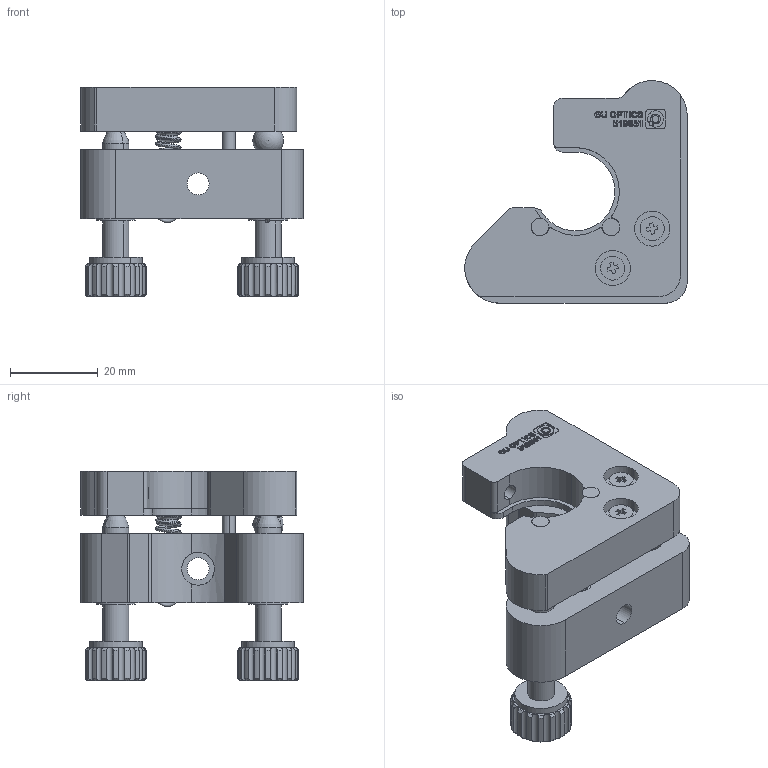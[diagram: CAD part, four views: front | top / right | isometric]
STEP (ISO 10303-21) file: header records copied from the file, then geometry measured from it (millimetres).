
FILE_DESCRIPTION (( 'STEP AP214' ), '1' );
FILE_NAME ('519851.STEP', '2019-02-11T05:19:53', ( 'user' ), ( '微软中国' ), 'SwSTEP 2.0', 'SolidWorks 2016', '' );
FILE_SCHEMA (( 'AUTOMOTIVE_DESIGN' ));
Length unit declared in the file: millimetre
Products named in the file (1): 519851
Bounding box: 50.8 x 50.8 x 47.8 mm (x, y, z)
Surface area: 18594.9 mm2 (no closed solid volume)
Topology: 0 solids, 18 shells, 620 faces, 1628 edges, 1068 vertices
Faces by surface type: plane 210, cylinder 203, bspline 105, cone 72, torus 28, sphere 2
Entity records: 33742 total; most frequent: CARTESIAN_POINT 11991, ORIENTED_EDGE 3214, DIRECTION 2834, EDGE_CURVE 1615, VERTEX_POINT 1065, AXIS2_PLACEMENT_3D 1052, LINE 730, VECTOR 730
